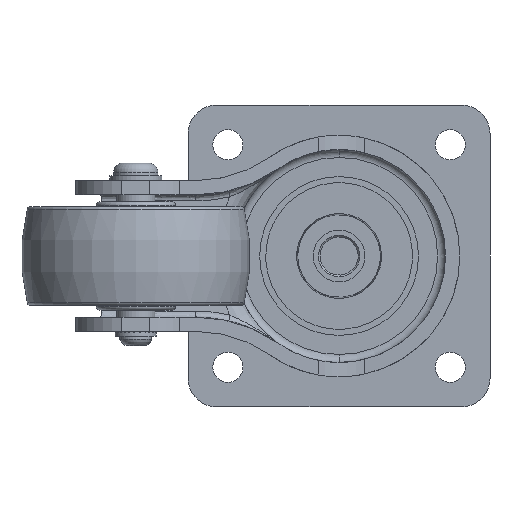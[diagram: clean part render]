
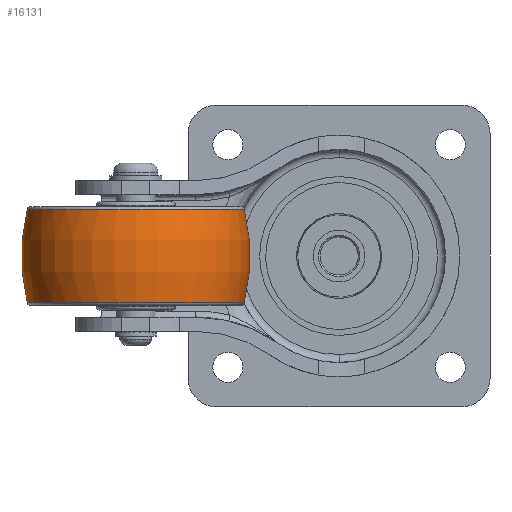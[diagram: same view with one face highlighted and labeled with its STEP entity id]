
A CAD part, front view. The second image highlights one B-rep face of the part: STEP entity #16131.
In plain terms, the highlighted toroidal (fillet/blend) face has major radius 24 mm and minor radius 60 mm.
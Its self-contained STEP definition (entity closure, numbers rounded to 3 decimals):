
#455 = TOROIDAL_SURFACE ( 'NONE', #4337, -24., 60. ) ;
#712 = VERTEX_POINT ( 'NONE', #9163 ) ;
#713 = CARTESIAN_POINT ( 'NONE',  ( -98.16, -53.7, 14.746 ) ) ;
#2340 = DIRECTION ( 'NONE',  ( 0., -1., 0. ) ) ;
#3537 = CIRCLE ( 'NONE', #12847, 34.16 ) ;
#3927 = DIRECTION ( 'NONE',  ( -1., 0., 0. ) ) ;
#3944 = DIRECTION ( 'NONE',  ( 0., 1., 0. ) ) ;
#4010 = CIRCLE ( 'NONE', #11671, 34.16 ) ;
#4206 = CARTESIAN_POINT ( 'NONE',  ( -64., -53.7, -14.746 ) ) ;
#4337 = AXIS2_PLACEMENT_3D ( 'NONE', #7493, #20046, #3927 ) ;
#4795 = CIRCLE ( 'NONE', #20927, 60. ) ;
#4818 = ORIENTED_EDGE ( 'NONE', *, *, #21767, .F. ) ;
#6028 = DIRECTION ( 'NONE',  ( -1., 0., 0. ) ) ;
#6359 = CARTESIAN_POINT ( 'NONE',  ( -64., -53.7, 14.746 ) ) ;
#6818 = EDGE_CURVE ( 'NONE', #14977, #13548, #9683, .T. ) ;
#7493 = CARTESIAN_POINT ( 'NONE',  ( -64., -53.7, 0. ) ) ;
#8194 = DIRECTION ( 'NONE',  ( -1., 0., 0. ) ) ;
#9163 = CARTESIAN_POINT ( 'NONE',  ( -98.16, -53.7, -14.746 ) ) ;
#9297 = ORIENTED_EDGE ( 'NONE', *, *, #6818, .F. ) ;
#9683 = CIRCLE ( 'NONE', #16986, 60. ) ;
#10695 = ORIENTED_EDGE ( 'NONE', *, *, #11075, .T. ) ;
#11075 = EDGE_CURVE ( 'NONE', #17174, #712, #4795, .T. ) ;
#11610 = ORIENTED_EDGE ( 'NONE', *, *, #16296, .T. ) ;
#11671 = AXIS2_PLACEMENT_3D ( 'NONE', #4206, #16829, #6028 ) ;
#12847 = AXIS2_PLACEMENT_3D ( 'NONE', #6359, #18976, #8194 ) ;
#13154 = CARTESIAN_POINT ( 'NONE',  ( -40., -53.7, 0. ) ) ;
#13548 = VERTEX_POINT ( 'NONE', #22174 ) ;
#13721 = CARTESIAN_POINT ( 'NONE',  ( -29.84, -53.7, 14.746 ) ) ;
#14772 = CARTESIAN_POINT ( 'NONE',  ( -88., -53.7, 0. ) ) ;
#14847 = FACE_OUTER_BOUND ( 'NONE', #21491, .T. ) ;
#14977 = VERTEX_POINT ( 'NONE', #13721 ) ;
#14978 = DIRECTION ( 'NONE',  ( 0., 0., -1. ) ) ;
#16131 = ADVANCED_FACE ( 'NONE', ( #14847 ), #455, .T. ) ;
#16296 = EDGE_CURVE ( 'NONE', #14977, #17174, #3537, .T. ) ;
#16564 = DIRECTION ( 'NONE',  ( -1., 0., 0. ) ) ;
#16829 = DIRECTION ( 'NONE',  ( 0., 0., -1. ) ) ;
#16986 = AXIS2_PLACEMENT_3D ( 'NONE', #14772, #3944, #16564 ) ;
#17174 = VERTEX_POINT ( 'NONE', #713 ) ;
#18976 = DIRECTION ( 'NONE',  ( 0., 0., -1. ) ) ;
#20046 = DIRECTION ( 'NONE',  ( 0., 0., -1. ) ) ;
#20927 = AXIS2_PLACEMENT_3D ( 'NONE', #13154, #2340, #14978 ) ;
#21491 = EDGE_LOOP ( 'NONE', ( #9297, #11610, #10695, #4818 ) ) ;
#21767 = EDGE_CURVE ( 'NONE', #13548, #712, #4010, .T. ) ;
#22174 = CARTESIAN_POINT ( 'NONE',  ( -29.84, -53.7, -14.746 ) ) ;
